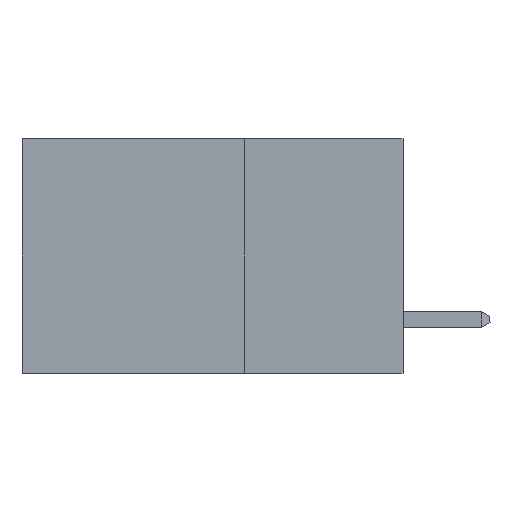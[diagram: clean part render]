
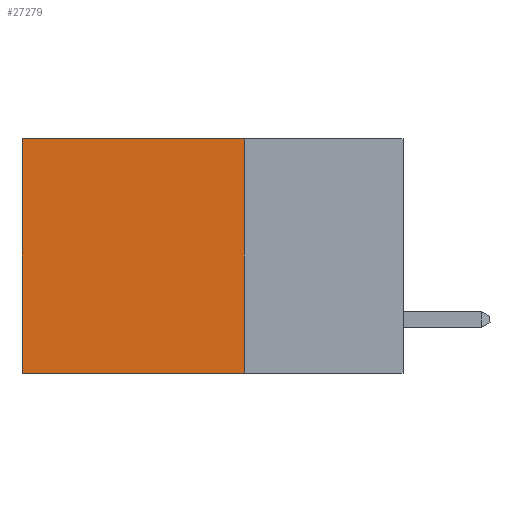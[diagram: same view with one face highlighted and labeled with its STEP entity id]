
A CAD part, left-side view. The second image highlights one B-rep face of the part: STEP entity #27279.
In plain terms, the highlighted planar face has unit normal (-1, 0, 0).
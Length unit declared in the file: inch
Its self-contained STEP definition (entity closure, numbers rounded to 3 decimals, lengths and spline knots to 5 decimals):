
#1634 = VERTEX_POINT ( 'NONE', #28894 ) ;
#2249 = DIRECTION ( 'NONE',  ( 0., 0., -1. ) ) ;
#2735 = DIRECTION ( 'NONE',  ( 0., 0., -1. ) ) ;
#3146 = VECTOR ( 'NONE', #29237, 39.37008 ) ;
#3584 = CARTESIAN_POINT ( 'NONE',  ( 0.2875, 0.25, -0.37 ) ) ;
#6007 = CARTESIAN_POINT ( 'NONE',  ( 0.2875, 0.6, 0. ) ) ;
#6360 = ORIENTED_EDGE ( 'NONE', *, *, #30325, .T. ) ;
#8589 = DIRECTION ( 'NONE',  ( 0., 1., 0. ) ) ;
#10353 = VERTEX_POINT ( 'NONE', #16689 ) ;
#11423 = EDGE_CURVE ( 'NONE', #25566, #1634, #23151, .T. ) ;
#11893 = FACE_OUTER_BOUND ( 'NONE', #24682, .T. ) ;
#12126 = ORIENTED_EDGE ( 'NONE', *, *, #20993, .F. ) ;
#12156 = VERTEX_POINT ( 'NONE', #32011 ) ;
#12558 = CARTESIAN_POINT ( 'NONE',  ( 0.2875, 0.25, 0. ) ) ;
#12710 = ORIENTED_EDGE ( 'NONE', *, *, #11423, .T. ) ;
#13063 = AXIS2_PLACEMENT_3D ( 'NONE', #12558, #30473, #2249 ) ;
#14679 = LINE ( 'NONE', #20816, #19885 ) ;
#16689 = CARTESIAN_POINT ( 'NONE',  ( 0.2875, 0.6, -0.37 ) ) ;
#19823 = LINE ( 'NONE', #3584, #25064 ) ;
#19885 = VECTOR ( 'NONE', #2735, 39.37008 ) ;
#20057 = EDGE_CURVE ( 'NONE', #25566, #12156, #14679, .T. ) ;
#20816 = CARTESIAN_POINT ( 'NONE',  ( 0.2875, 0.25, 0. ) ) ;
#20993 = EDGE_CURVE ( 'NONE', #12156, #10353, #19823, .T. ) ;
#21457 = CARTESIAN_POINT ( 'NONE',  ( 0.2875, 0.25, 0. ) ) ;
#21670 = DIRECTION ( 'NONE',  ( 0., 1., 0. ) ) ;
#21878 = CARTESIAN_POINT ( 'NONE',  ( 0.2875, 0.25, 0. ) ) ;
#23151 = LINE ( 'NONE', #21457, #23960 ) ;
#23960 = VECTOR ( 'NONE', #8589, 39.37008 ) ;
#24682 = EDGE_LOOP ( 'NONE', ( #6360, #12126, #28474, #12710 ) ) ;
#25064 = VECTOR ( 'NONE', #21670, 39.37008 ) ;
#25566 = VERTEX_POINT ( 'NONE', #21878 ) ;
#27279 = ADVANCED_FACE ( 'NONE', ( #11893 ), #33150, .F. ) ;
#28474 = ORIENTED_EDGE ( 'NONE', *, *, #20057, .F. ) ;
#28894 = CARTESIAN_POINT ( 'NONE',  ( 0.2875, 0.6, 0. ) ) ;
#29237 = DIRECTION ( 'NONE',  ( 0., 0., -1. ) ) ;
#30325 = EDGE_CURVE ( 'NONE', #1634, #10353, #30618, .T. ) ;
#30473 = DIRECTION ( 'NONE',  ( 1., 0., 0. ) ) ;
#30618 = LINE ( 'NONE', #6007, #3146 ) ;
#32011 = CARTESIAN_POINT ( 'NONE',  ( 0.2875, 0.25, -0.37 ) ) ;
#33150 = PLANE ( 'NONE',  #13063 ) ;
